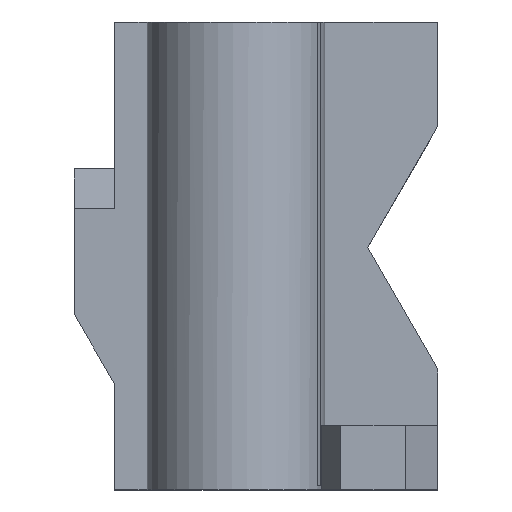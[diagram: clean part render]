
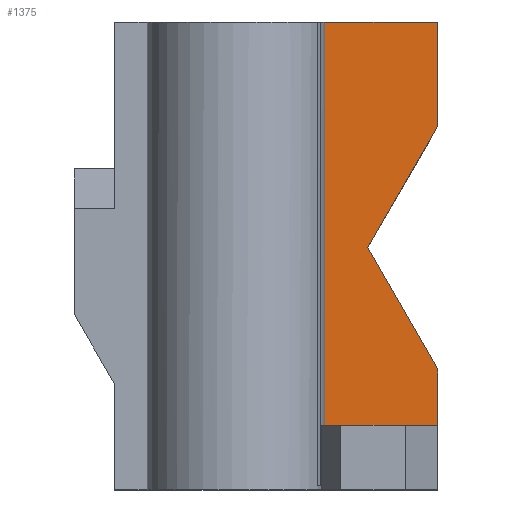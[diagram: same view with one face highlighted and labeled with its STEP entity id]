
A CAD part, front view. The second image highlights one B-rep face of the part: STEP entity #1375.
In plain terms, the highlighted planar face has unit normal (0, -1, 0).
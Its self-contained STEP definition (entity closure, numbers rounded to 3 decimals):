
#45 = PLANE('',#46);
#46 = AXIS2_PLACEMENT_3D('',#47,#48,#49);
#47 = CARTESIAN_POINT('',(25.63,-17.,8.));
#48 = DIRECTION('',(0.,0.,-1.));
#49 = DIRECTION('',(0.,-1.,0.));
#73 = PLANE('',#74);
#74 = AXIS2_PLACEMENT_3D('',#75,#76,#77);
#75 = CARTESIAN_POINT('',(26.,-23.5,0.));
#76 = DIRECTION('',(-1.,-0.,0.));
#77 = DIRECTION('',(0.,1.,0.));
#102 = PLANE('',#103);
#103 = AXIS2_PLACEMENT_3D('',#104,#105,#106);
#104 = CARTESIAN_POINT('',(0.,0.,58.));
#105 = DIRECTION('',(0.,0.,-1.));
#106 = DIRECTION('',(0.,1.,0.));
#312 = VERTEX_POINT('',#313);
#313 = CARTESIAN_POINT('',(26.,-17.,8.));
#332 = EDGE_CURVE('',#333,#312,#335,.T.);
#333 = VERTEX_POINT('',#334);
#334 = CARTESIAN_POINT('',(40.,-17.,8.));
#335 = SURFACE_CURVE('',#336,(#340,#347),.PCURVE_S1.);
#336 = LINE('',#337,#338);
#337 = CARTESIAN_POINT('',(40.,-17.,8.));
#338 = VECTOR('',#339,1.);
#339 = DIRECTION('',(-1.,-0.,0.));
#340 = PCURVE('',#45,#341);
#341 = DEFINITIONAL_REPRESENTATION('',(#342),#346);
#342 = LINE('',#343,#344);
#343 = CARTESIAN_POINT('',(0.,-14.37));
#344 = VECTOR('',#345,1.);
#345 = DIRECTION('',(0.,1.));
#346 = ( GEOMETRIC_REPRESENTATION_CONTEXT(2) 
PARAMETRIC_REPRESENTATION_CONTEXT() REPRESENTATION_CONTEXT('2D SPACE',''
  ) );
#347 = PCURVE('',#348,#353);
#348 = PLANE('',#349);
#349 = AXIS2_PLACEMENT_3D('',#350,#351,#352);
#350 = CARTESIAN_POINT('',(0.,-17.,0.));
#351 = DIRECTION('',(0.,1.,0.));
#352 = DIRECTION('',(0.,0.,1.));
#353 = DEFINITIONAL_REPRESENTATION('',(#354),#358);
#354 = LINE('',#355,#356);
#355 = CARTESIAN_POINT('',(8.,40.));
#356 = VECTOR('',#357,1.);
#357 = DIRECTION('',(0.,-1.));
#358 = ( GEOMETRIC_REPRESENTATION_CONTEXT(2) 
PARAMETRIC_REPRESENTATION_CONTEXT() REPRESENTATION_CONTEXT('2D SPACE',''
  ) );
#376 = PLANE('',#377);
#377 = AXIS2_PLACEMENT_3D('',#378,#379,#380);
#378 = CARTESIAN_POINT('',(40.,0.,15.));
#379 = DIRECTION('',(-1.,0.,0.));
#380 = DIRECTION('',(0.,1.,0.));
#1032 = VERTEX_POINT('',#1033);
#1033 = CARTESIAN_POINT('',(40.,-17.,58.));
#1047 = PLANE('',#1048);
#1048 = AXIS2_PLACEMENT_3D('',#1049,#1050,#1051);
#1049 = CARTESIAN_POINT('',(40.,0.,58.));
#1050 = DIRECTION('',(1.,0.,0.));
#1051 = DIRECTION('',(0.,0.,-1.));
#1059 = EDGE_CURVE('',#1060,#1032,#1062,.T.);
#1060 = VERTEX_POINT('',#1061);
#1061 = CARTESIAN_POINT('',(26.,-17.,58.));
#1062 = SURFACE_CURVE('',#1063,(#1067,#1074),.PCURVE_S1.);
#1063 = LINE('',#1064,#1065);
#1064 = CARTESIAN_POINT('',(0.,-17.,58.));
#1065 = VECTOR('',#1066,1.);
#1066 = DIRECTION('',(1.,0.,0.));
#1067 = PCURVE('',#102,#1068);
#1068 = DEFINITIONAL_REPRESENTATION('',(#1069),#1073);
#1069 = LINE('',#1070,#1071);
#1070 = CARTESIAN_POINT('',(-17.,0.));
#1071 = VECTOR('',#1072,1.);
#1072 = DIRECTION('',(0.,1.));
#1073 = ( GEOMETRIC_REPRESENTATION_CONTEXT(2) 
PARAMETRIC_REPRESENTATION_CONTEXT() REPRESENTATION_CONTEXT('2D SPACE',''
  ) );
#1074 = PCURVE('',#348,#1075);
#1075 = DEFINITIONAL_REPRESENTATION('',(#1076),#1080);
#1076 = LINE('',#1077,#1078);
#1077 = CARTESIAN_POINT('',(58.,0.));
#1078 = VECTOR('',#1079,1.);
#1079 = DIRECTION('',(0.,1.));
#1080 = ( GEOMETRIC_REPRESENTATION_CONTEXT(2) 
PARAMETRIC_REPRESENTATION_CONTEXT() REPRESENTATION_CONTEXT('2D SPACE',''
  ) );
#1355 = EDGE_CURVE('',#312,#1060,#1356,.T.);
#1356 = SURFACE_CURVE('',#1357,(#1361,#1368),.PCURVE_S1.);
#1357 = LINE('',#1358,#1359);
#1358 = CARTESIAN_POINT('',(26.,-17.,0.));
#1359 = VECTOR('',#1360,1.);
#1360 = DIRECTION('',(0.,0.,1.));
#1361 = PCURVE('',#73,#1362);
#1362 = DEFINITIONAL_REPRESENTATION('',(#1363),#1367);
#1363 = LINE('',#1364,#1365);
#1364 = CARTESIAN_POINT('',(6.5,0.));
#1365 = VECTOR('',#1366,1.);
#1366 = DIRECTION('',(0.,-1.));
#1367 = ( GEOMETRIC_REPRESENTATION_CONTEXT(2) 
PARAMETRIC_REPRESENTATION_CONTEXT() REPRESENTATION_CONTEXT('2D SPACE',''
  ) );
#1368 = PCURVE('',#348,#1369);
#1369 = DEFINITIONAL_REPRESENTATION('',(#1370),#1374);
#1370 = LINE('',#1371,#1372);
#1371 = CARTESIAN_POINT('',(0.,26.));
#1372 = VECTOR('',#1373,1.);
#1373 = DIRECTION('',(1.,0.));
#1374 = ( GEOMETRIC_REPRESENTATION_CONTEXT(2) 
PARAMETRIC_REPRESENTATION_CONTEXT() REPRESENTATION_CONTEXT('2D SPACE',''
  ) );
#1375 = ADVANCED_FACE('',(#1376),#348,.F.);
#1376 = FACE_BOUND('',#1377,.F.);
#1377 = EDGE_LOOP('',(#1378,#1408,#1429,#1430,#1431,#1432,#1455));
#1378 = ORIENTED_EDGE('',*,*,#1379,.T.);
#1379 = EDGE_CURVE('',#1380,#1382,#1384,.T.);
#1380 = VERTEX_POINT('',#1381);
#1381 = CARTESIAN_POINT('',(31.34,-17.,30.));
#1382 = VERTEX_POINT('',#1383);
#1383 = CARTESIAN_POINT('',(40.,-17.,15.));
#1384 = SURFACE_CURVE('',#1385,(#1389,#1396),.PCURVE_S1.);
#1385 = LINE('',#1386,#1387);
#1386 = CARTESIAN_POINT('',(31.34,-17.,30.));
#1387 = VECTOR('',#1388,1.);
#1388 = DIRECTION('',(0.5,0.,-0.866));
#1389 = PCURVE('',#348,#1390);
#1390 = DEFINITIONAL_REPRESENTATION('',(#1391),#1395);
#1391 = LINE('',#1392,#1393);
#1392 = CARTESIAN_POINT('',(30.,31.34));
#1393 = VECTOR('',#1394,1.);
#1394 = DIRECTION('',(-0.866,0.5));
#1395 = ( GEOMETRIC_REPRESENTATION_CONTEXT(2) 
PARAMETRIC_REPRESENTATION_CONTEXT() REPRESENTATION_CONTEXT('2D SPACE',''
  ) );
#1396 = PCURVE('',#1397,#1402);
#1397 = PLANE('',#1398);
#1398 = AXIS2_PLACEMENT_3D('',#1399,#1400,#1401);
#1399 = CARTESIAN_POINT('',(31.34,0.,30.));
#1400 = DIRECTION('',(0.866,0.,0.5));
#1401 = DIRECTION('',(0.5,0.,-0.866));
#1402 = DEFINITIONAL_REPRESENTATION('',(#1403),#1407);
#1403 = LINE('',#1404,#1405);
#1404 = CARTESIAN_POINT('',(0.,-17.));
#1405 = VECTOR('',#1406,1.);
#1406 = DIRECTION('',(1.,0.));
#1407 = ( GEOMETRIC_REPRESENTATION_CONTEXT(2) 
PARAMETRIC_REPRESENTATION_CONTEXT() REPRESENTATION_CONTEXT('2D SPACE',''
  ) );
#1408 = ORIENTED_EDGE('',*,*,#1409,.T.);
#1409 = EDGE_CURVE('',#1382,#333,#1410,.T.);
#1410 = SURFACE_CURVE('',#1411,(#1415,#1422),.PCURVE_S1.);
#1411 = LINE('',#1412,#1413);
#1412 = CARTESIAN_POINT('',(40.,-17.,15.));
#1413 = VECTOR('',#1414,1.);
#1414 = DIRECTION('',(0.,0.,-1.));
#1415 = PCURVE('',#348,#1416);
#1416 = DEFINITIONAL_REPRESENTATION('',(#1417),#1421);
#1417 = LINE('',#1418,#1419);
#1418 = CARTESIAN_POINT('',(15.,40.));
#1419 = VECTOR('',#1420,1.);
#1420 = DIRECTION('',(-1.,0.));
#1421 = ( GEOMETRIC_REPRESENTATION_CONTEXT(2) 
PARAMETRIC_REPRESENTATION_CONTEXT() REPRESENTATION_CONTEXT('2D SPACE',''
  ) );
#1422 = PCURVE('',#376,#1423);
#1423 = DEFINITIONAL_REPRESENTATION('',(#1424),#1428);
#1424 = LINE('',#1425,#1426);
#1425 = CARTESIAN_POINT('',(-17.,0.));
#1426 = VECTOR('',#1427,1.);
#1427 = DIRECTION('',(0.,1.));
#1428 = ( GEOMETRIC_REPRESENTATION_CONTEXT(2) 
PARAMETRIC_REPRESENTATION_CONTEXT() REPRESENTATION_CONTEXT('2D SPACE',''
  ) );
#1429 = ORIENTED_EDGE('',*,*,#332,.T.);
#1430 = ORIENTED_EDGE('',*,*,#1355,.T.);
#1431 = ORIENTED_EDGE('',*,*,#1059,.T.);
#1432 = ORIENTED_EDGE('',*,*,#1433,.T.);
#1433 = EDGE_CURVE('',#1032,#1434,#1436,.T.);
#1434 = VERTEX_POINT('',#1435);
#1435 = CARTESIAN_POINT('',(40.,-17.,45.));
#1436 = SURFACE_CURVE('',#1437,(#1441,#1448),.PCURVE_S1.);
#1437 = LINE('',#1438,#1439);
#1438 = CARTESIAN_POINT('',(40.,-17.,58.));
#1439 = VECTOR('',#1440,1.);
#1440 = DIRECTION('',(0.,0.,-1.));
#1441 = PCURVE('',#348,#1442);
#1442 = DEFINITIONAL_REPRESENTATION('',(#1443),#1447);
#1443 = LINE('',#1444,#1445);
#1444 = CARTESIAN_POINT('',(58.,40.));
#1445 = VECTOR('',#1446,1.);
#1446 = DIRECTION('',(-1.,0.));
#1447 = ( GEOMETRIC_REPRESENTATION_CONTEXT(2) 
PARAMETRIC_REPRESENTATION_CONTEXT() REPRESENTATION_CONTEXT('2D SPACE',''
  ) );
#1448 = PCURVE('',#1047,#1449);
#1449 = DEFINITIONAL_REPRESENTATION('',(#1450),#1454);
#1450 = LINE('',#1451,#1452);
#1451 = CARTESIAN_POINT('',(0.,-17.));
#1452 = VECTOR('',#1453,1.);
#1453 = DIRECTION('',(1.,0.));
#1454 = ( GEOMETRIC_REPRESENTATION_CONTEXT(2) 
PARAMETRIC_REPRESENTATION_CONTEXT() REPRESENTATION_CONTEXT('2D SPACE',''
  ) );
#1455 = ORIENTED_EDGE('',*,*,#1456,.T.);
#1456 = EDGE_CURVE('',#1434,#1380,#1457,.T.);
#1457 = SURFACE_CURVE('',#1458,(#1462,#1469),.PCURVE_S1.);
#1458 = LINE('',#1459,#1460);
#1459 = CARTESIAN_POINT('',(40.,-17.,45.));
#1460 = VECTOR('',#1461,1.);
#1461 = DIRECTION('',(-0.5,0.,-0.866));
#1462 = PCURVE('',#348,#1463);
#1463 = DEFINITIONAL_REPRESENTATION('',(#1464),#1468);
#1464 = LINE('',#1465,#1466);
#1465 = CARTESIAN_POINT('',(45.,40.));
#1466 = VECTOR('',#1467,1.);
#1467 = DIRECTION('',(-0.866,-0.5));
#1468 = ( GEOMETRIC_REPRESENTATION_CONTEXT(2) 
PARAMETRIC_REPRESENTATION_CONTEXT() REPRESENTATION_CONTEXT('2D SPACE',''
  ) );
#1469 = PCURVE('',#1470,#1475);
#1470 = PLANE('',#1471);
#1471 = AXIS2_PLACEMENT_3D('',#1472,#1473,#1474);
#1472 = CARTESIAN_POINT('',(40.,0.,45.));
#1473 = DIRECTION('',(0.866,0.,-0.5));
#1474 = DIRECTION('',(-0.5,0.,-0.866));
#1475 = DEFINITIONAL_REPRESENTATION('',(#1476),#1480);
#1476 = LINE('',#1477,#1478);
#1477 = CARTESIAN_POINT('',(0.,-17.));
#1478 = VECTOR('',#1479,1.);
#1479 = DIRECTION('',(1.,0.));
#1480 = ( GEOMETRIC_REPRESENTATION_CONTEXT(2) 
PARAMETRIC_REPRESENTATION_CONTEXT() REPRESENTATION_CONTEXT('2D SPACE',''
  ) );
